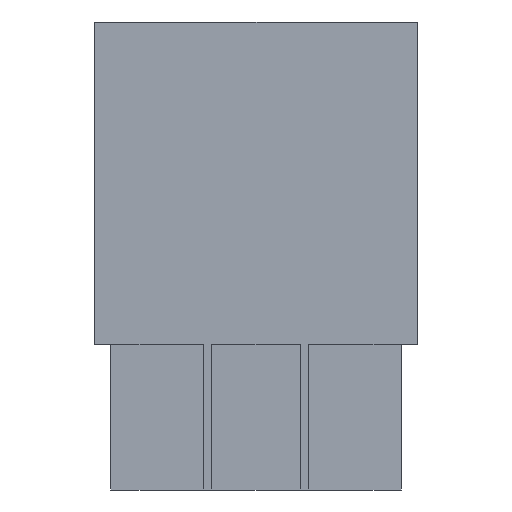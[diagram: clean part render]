
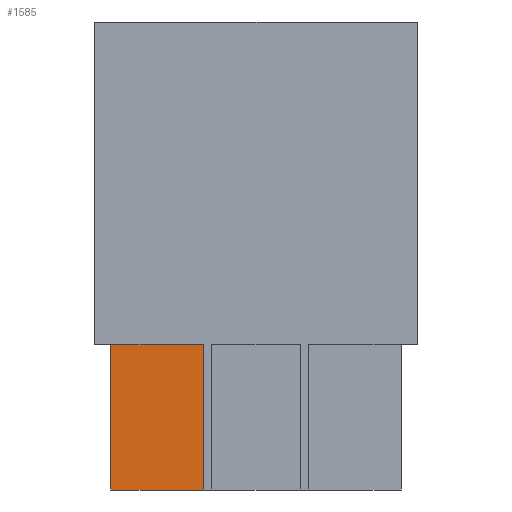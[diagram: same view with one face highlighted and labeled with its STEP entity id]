
A CAD part, front view. The second image highlights one B-rep face of the part: STEP entity #1585.
In plain terms, the highlighted planar face has unit normal (0, -1, 0).
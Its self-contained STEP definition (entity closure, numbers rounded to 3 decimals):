
#44 = PLANE('',#45);
#45 = AXIS2_PLACEMENT_3D('',#46,#47,#48);
#46 = CARTESIAN_POINT('',(600.,30.,600.));
#47 = DIRECTION('',(0.,0.,1.));
#48 = DIRECTION('',(1.,0.,-0.));
#212 = PLANE('',#213);
#213 = AXIS2_PLACEMENT_3D('',#214,#215,#216);
#214 = CARTESIAN_POINT('',(405.,0.,60.));
#215 = DIRECTION('',(0.,0.,1.));
#216 = DIRECTION('',(1.,0.,0.));
#345 = PLANE('',#346);
#346 = AXIS2_PLACEMENT_3D('',#347,#348,#349);
#347 = CARTESIAN_POINT('',(405.,0.,60.));
#348 = DIRECTION('',(1.,0.,0.));
#349 = DIRECTION('',(0.,0.,1.));
#385 = VERTEX_POINT('',#386);
#386 = CARTESIAN_POINT('',(405.,27.,600.));
#405 = EDGE_CURVE('',#385,#406,#408,.T.);
#406 = VERTEX_POINT('',#407);
#407 = CARTESIAN_POINT('',(60.,27.,600.));
#408 = SURFACE_CURVE('',#409,(#413,#419),.PCURVE_S1.);
#409 = LINE('',#410,#411);
#410 = CARTESIAN_POINT('',(330.,27.,600.));
#411 = VECTOR('',#412,1.);
#412 = DIRECTION('',(-1.,0.,0.));
#413 = PCURVE('',#44,#414);
#414 = DEFINITIONAL_REPRESENTATION('',(#415),#418);
#415 = B_SPLINE_CURVE_WITH_KNOTS('',1,(#416,#417),.UNSPECIFIED.,.F.,.F.,
  (2,2),(-810.,270.),.PIECEWISE_BEZIER_KNOTS.);
#416 = CARTESIAN_POINT('',(540.,-3.));
#417 = CARTESIAN_POINT('',(-540.,-3.));
#418 = ( GEOMETRIC_REPRESENTATION_CONTEXT(2) 
PARAMETRIC_REPRESENTATION_CONTEXT() REPRESENTATION_CONTEXT('2D SPACE',''
  ) );
#419 = PCURVE('',#420,#425);
#420 = PLANE('',#421);
#421 = AXIS2_PLACEMENT_3D('',#422,#423,#424);
#422 = CARTESIAN_POINT('',(60.,27.,60.));
#423 = DIRECTION('',(0.,1.,0.));
#424 = DIRECTION('',(0.,0.,1.));
#425 = DEFINITIONAL_REPRESENTATION('',(#426),#429);
#426 = B_SPLINE_CURVE_WITH_KNOTS('',1,(#427,#428),.UNSPECIFIED.,.F.,.F.,
  (2,2),(-810.,270.),.PIECEWISE_BEZIER_KNOTS.);
#427 = CARTESIAN_POINT('',(540.,1080.));
#428 = CARTESIAN_POINT('',(540.,0.));
#429 = ( GEOMETRIC_REPRESENTATION_CONTEXT(2) 
PARAMETRIC_REPRESENTATION_CONTEXT() REPRESENTATION_CONTEXT('2D SPACE',''
  ) );
#446 = PLANE('',#447);
#447 = AXIS2_PLACEMENT_3D('',#448,#449,#450);
#448 = CARTESIAN_POINT('',(60.,27.,60.));
#449 = DIRECTION('',(1.,0.,0.));
#450 = DIRECTION('',(0.,0.,1.));
#540 = VERTEX_POINT('',#541);
#541 = CARTESIAN_POINT('',(405.,27.,60.));
#562 = EDGE_CURVE('',#385,#540,#563,.T.);
#563 = SURFACE_CURVE('',#564,(#568,#574),.PCURVE_S1.);
#564 = LINE('',#565,#566);
#565 = CARTESIAN_POINT('',(405.,27.,60.));
#566 = VECTOR('',#567,1.);
#567 = DIRECTION('',(0.,0.,-1.));
#568 = PCURVE('',#345,#569);
#569 = DEFINITIONAL_REPRESENTATION('',(#570),#573);
#570 = B_SPLINE_CURVE_WITH_KNOTS('',1,(#571,#572),.UNSPECIFIED.,.F.,.F.,
  (2,2),(-540.,0.),.PIECEWISE_BEZIER_KNOTS.);
#571 = CARTESIAN_POINT('',(540.,-27.));
#572 = CARTESIAN_POINT('',(0.,-27.));
#573 = ( GEOMETRIC_REPRESENTATION_CONTEXT(2) 
PARAMETRIC_REPRESENTATION_CONTEXT() REPRESENTATION_CONTEXT('2D SPACE',''
  ) );
#574 = PCURVE('',#420,#575);
#575 = DEFINITIONAL_REPRESENTATION('',(#576),#579);
#576 = B_SPLINE_CURVE_WITH_KNOTS('',1,(#577,#578),.UNSPECIFIED.,.F.,.F.,
  (2,2),(-540.,0.),.PIECEWISE_BEZIER_KNOTS.);
#577 = CARTESIAN_POINT('',(540.,345.));
#578 = CARTESIAN_POINT('',(0.,345.));
#579 = ( GEOMETRIC_REPRESENTATION_CONTEXT(2) 
PARAMETRIC_REPRESENTATION_CONTEXT() REPRESENTATION_CONTEXT('2D SPACE',''
  ) );
#634 = VERTEX_POINT('',#635);
#635 = CARTESIAN_POINT('',(60.,27.,60.));
#656 = EDGE_CURVE('',#634,#540,#657,.T.);
#657 = SURFACE_CURVE('',#658,(#662,#669),.PCURVE_S1.);
#658 = LINE('',#659,#660);
#659 = CARTESIAN_POINT('',(60.,27.,60.));
#660 = VECTOR('',#661,1.);
#661 = DIRECTION('',(1.,0.,0.));
#662 = PCURVE('',#212,#663);
#663 = DEFINITIONAL_REPRESENTATION('',(#664),#668);
#664 = LINE('',#665,#666);
#665 = CARTESIAN_POINT('',(-345.,27.));
#666 = VECTOR('',#667,1.);
#667 = DIRECTION('',(1.,0.));
#668 = ( GEOMETRIC_REPRESENTATION_CONTEXT(2) 
PARAMETRIC_REPRESENTATION_CONTEXT() REPRESENTATION_CONTEXT('2D SPACE',''
  ) );
#669 = PCURVE('',#420,#670);
#670 = DEFINITIONAL_REPRESENTATION('',(#671),#675);
#671 = LINE('',#672,#673);
#672 = CARTESIAN_POINT('',(0.,0.));
#673 = VECTOR('',#674,1.);
#674 = DIRECTION('',(0.,1.));
#675 = ( GEOMETRIC_REPRESENTATION_CONTEXT(2) 
PARAMETRIC_REPRESENTATION_CONTEXT() REPRESENTATION_CONTEXT('2D SPACE',''
  ) );
#1562 = EDGE_CURVE('',#634,#406,#1563,.T.);
#1563 = SURFACE_CURVE('',#1564,(#1568,#1575),.PCURVE_S1.);
#1564 = LINE('',#1565,#1566);
#1565 = CARTESIAN_POINT('',(60.,27.,60.));
#1566 = VECTOR('',#1567,1.);
#1567 = DIRECTION('',(0.,0.,1.));
#1568 = PCURVE('',#446,#1569);
#1569 = DEFINITIONAL_REPRESENTATION('',(#1570),#1574);
#1570 = LINE('',#1571,#1572);
#1571 = CARTESIAN_POINT('',(0.,0.));
#1572 = VECTOR('',#1573,1.);
#1573 = DIRECTION('',(1.,0.));
#1574 = ( GEOMETRIC_REPRESENTATION_CONTEXT(2) 
PARAMETRIC_REPRESENTATION_CONTEXT() REPRESENTATION_CONTEXT('2D SPACE',''
  ) );
#1575 = PCURVE('',#420,#1576);
#1576 = DEFINITIONAL_REPRESENTATION('',(#1577),#1581);
#1577 = LINE('',#1578,#1579);
#1578 = CARTESIAN_POINT('',(0.,0.));
#1579 = VECTOR('',#1580,1.);
#1580 = DIRECTION('',(1.,0.));
#1581 = ( GEOMETRIC_REPRESENTATION_CONTEXT(2) 
PARAMETRIC_REPRESENTATION_CONTEXT() REPRESENTATION_CONTEXT('2D SPACE',''
  ) );
#1585 = ADVANCED_FACE('',(#1586),#420,.F.);
#1586 = FACE_BOUND('',#1587,.F.);
#1587 = EDGE_LOOP('',(#1588,#1589,#1590,#1591));
#1588 = ORIENTED_EDGE('',*,*,#562,.T.);
#1589 = ORIENTED_EDGE('',*,*,#656,.F.);
#1590 = ORIENTED_EDGE('',*,*,#1562,.T.);
#1591 = ORIENTED_EDGE('',*,*,#405,.F.);
